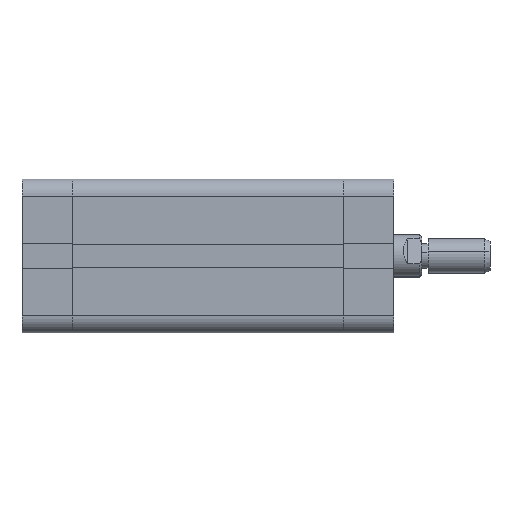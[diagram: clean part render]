
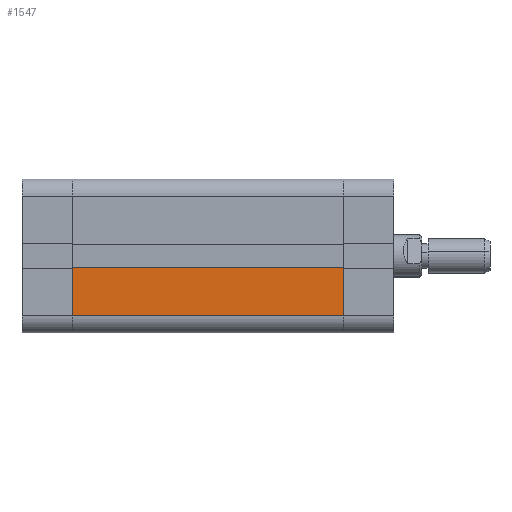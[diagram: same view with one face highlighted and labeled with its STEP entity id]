
A CAD part, front view. The second image highlights one B-rep face of the part: STEP entity #1547.
In plain terms, the highlighted planar face has unit normal (0, -1, 0).
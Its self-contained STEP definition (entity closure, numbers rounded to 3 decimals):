
#1547 = ADVANCED_FACE ( 'NONE', ( #4648 ), #22495, .F. ) ;
#1764 = LINE ( 'NONE', #15018, #8282 ) ;
#2018 = VERTEX_POINT ( 'NONE', #12958 ) ;
#2754 = CARTESIAN_POINT ( 'NONE',  ( 63.5, -18., -2.8 ) ) ;
#3257 = CARTESIAN_POINT ( 'NONE',  ( 0., -18., -18. ) ) ;
#4232 = VECTOR ( 'NONE', #13981, 1000. ) ;
#4648 = FACE_OUTER_BOUND ( 'NONE', #10560, .T. ) ;
#7544 = DIRECTION ( 'NONE',  ( 0., 0., -1. ) ) ;
#8282 = VECTOR ( 'NONE', #16661, 1000. ) ;
#9056 = VECTOR ( 'NONE', #21892, 1000. ) ;
#10254 = ORIENTED_EDGE ( 'NONE', *, *, #18047, .T. ) ;
#10294 = VECTOR ( 'NONE', #7544, 1000. ) ;
#10560 = EDGE_LOOP ( 'NONE', ( #14810, #10254, #20953, #13325 ) ) ;
#12288 = DIRECTION ( 'NONE',  ( 0., 0., 1. ) ) ;
#12870 = CARTESIAN_POINT ( 'NONE',  ( 63.5, -18., -18. ) ) ;
#12958 = CARTESIAN_POINT ( 'NONE',  ( 63.5, -18., -14. ) ) ;
#13161 = LINE ( 'NONE', #3257, #10294 ) ;
#13325 = ORIENTED_EDGE ( 'NONE', *, *, #15175, .F. ) ;
#13760 = CARTESIAN_POINT ( 'NONE',  ( 63.5, -18., -18. ) ) ;
#13981 = DIRECTION ( 'NONE',  ( 1., 0., 0. ) ) ;
#14172 = CARTESIAN_POINT ( 'NONE',  ( 0., -18., -2.8 ) ) ;
#14810 = ORIENTED_EDGE ( 'NONE', *, *, #15933, .T. ) ;
#15018 = CARTESIAN_POINT ( 'NONE',  ( 63.501, -18., -2.8 ) ) ;
#15175 = EDGE_CURVE ( 'NONE', #20248, #2018, #19985, .T. ) ;
#15585 = AXIS2_PLACEMENT_3D ( 'NONE', #12870, #24368, #12288 ) ;
#15933 = EDGE_CURVE ( 'NONE', #20248, #17888, #1764, .T. ) ;
#16661 = DIRECTION ( 'NONE',  ( -1., 0., 0. ) ) ;
#17487 = LINE ( 'NONE', #17853, #4232 ) ;
#17853 = CARTESIAN_POINT ( 'NONE',  ( 63.5, -18., -14. ) ) ;
#17888 = VERTEX_POINT ( 'NONE', #14172 ) ;
#17991 = CARTESIAN_POINT ( 'NONE',  ( 0., -18., -14. ) ) ;
#18047 = EDGE_CURVE ( 'NONE', #17888, #23991, #13161, .T. ) ;
#19985 = LINE ( 'NONE', #13760, #9056 ) ;
#20248 = VERTEX_POINT ( 'NONE', #2754 ) ;
#20953 = ORIENTED_EDGE ( 'NONE', *, *, #21640, .T. ) ;
#21640 = EDGE_CURVE ( 'NONE', #23991, #2018, #17487, .T. ) ;
#21892 = DIRECTION ( 'NONE',  ( 0., 0., -1. ) ) ;
#22495 = PLANE ( 'NONE',  #15585 ) ;
#23991 = VERTEX_POINT ( 'NONE', #17991 ) ;
#24368 = DIRECTION ( 'NONE',  ( 0., 1., 0. ) ) ;
